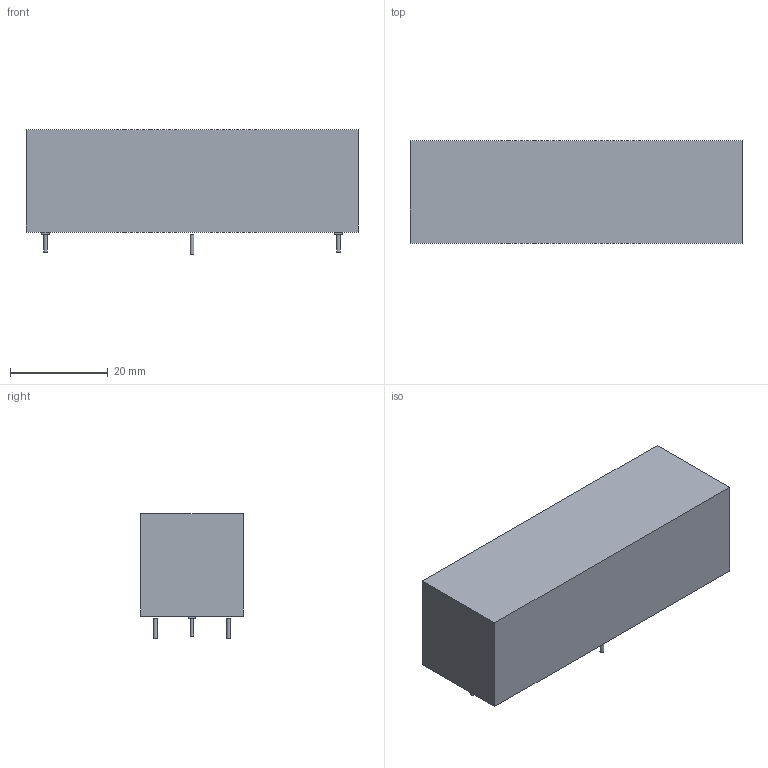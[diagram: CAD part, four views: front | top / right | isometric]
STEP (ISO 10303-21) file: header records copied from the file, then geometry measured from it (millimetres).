
FILE_DESCRIPTION(/* description */ (''),/* implementation_level */ '2;1');
FILE_NAME(/* name */ 'REL_GUENTHER_3390.4270.126.stp',/* time_stamp */ '2016-01-27T16:37:32+01:00',/* author */ ('riccim'),/* organization */ (''),/* preprocessor_version */ 'ST-DEVELOPER v15.5',/* originating_system */ 'AutoCAD Mechanical',/* authorisation */ '');
FILE_SCHEMA (('AUTOMOTIVE_DESIGN { 1 0 10303 214 3 1 1 }'));
Length unit declared in the file: millimetre
Products named in the file (1): Product
Bounding box: 68 x 21 x 25.6 mm (x, y, z)
Volume: 29998.3 mm3; surface area: 6653.4 mm2
Topology: 7 solids, 7 shells, 30 faces, 48 edges, 32 vertices
Faces by surface type: plane 26, cylinder 4
Full cylindrical faces by diameter (mm): 0.8 x4
Entity records: 693 total; most frequent: DIRECTION 114, CARTESIAN_POINT 107, ORIENTED_EDGE 88, EDGE_CURVE 44, AXIS2_PLACEMENT_3D 39, LINE 36, VECTOR 36, EDGE_LOOP 34
